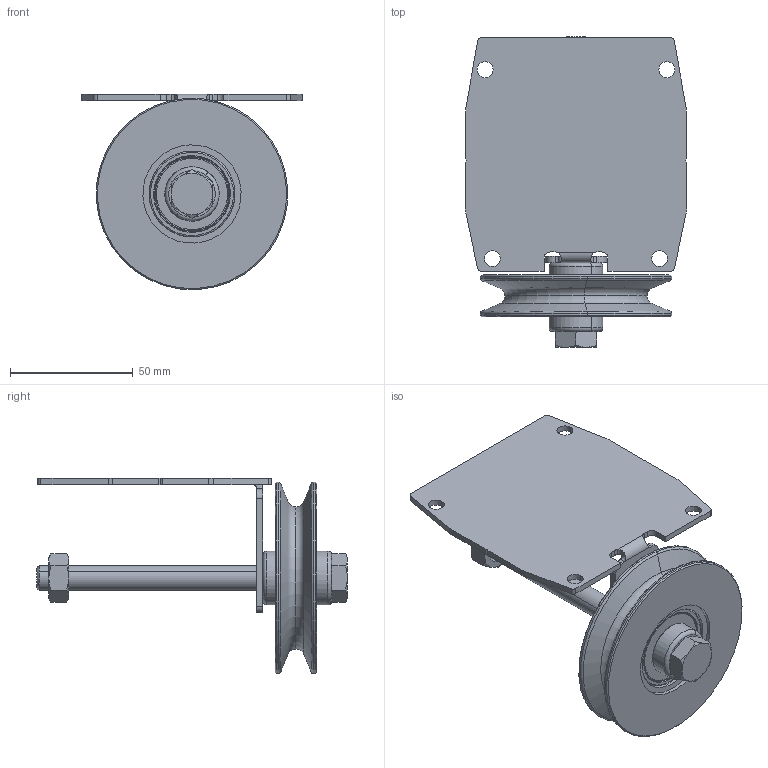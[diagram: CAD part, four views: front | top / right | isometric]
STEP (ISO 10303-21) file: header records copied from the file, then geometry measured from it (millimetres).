
FILE_DESCRIPTION (( 'STEP AP214' ), '1' );
FILE_NAME ('TS-C2-AL1-4 Kladka.STEP', '2024-10-01T08:37:40', ( '' ), ( '' ), 'SwSTEP 2.0', 'SolidWorks 2019', '' );
FILE_SCHEMA (( 'AUTOMOTIVE_DESIGN' ));
Length unit declared in the file: millimetre
Products named in the file (12): SS_6202_RS_3; TS-C2-AL1-4.P1.a Kladka; TS-C2-AL1-4.P1.b Cap; SKRUTKA DIN 931_M10x120; SS_6202_RS_5; TS-C2-AL1-4.P2; MATICA DIN 934_MATICA M10; SS_6202_RS; SS_6202_RS_14; TS-C2-AL1-4.P1 Kladka; TS-C2-AL1-4 Kladka; SS_6202_RS_16
Assembly tree (20 placements, depth 4):
  TS-C2-AL1-4 Kladka
    TS-C2-AL1-4.P1 Kladka
      TS-C2-AL1-4.P1.a Kladka
      TS-C2-AL1-4.P1.b Cap  x2
      SS_6202_RS
        SS_6202_RS_3  x2
        SS_6202_RS_5  x8
        SS_6202_RS_14
        SS_6202_RS_16
      SKRUTKA DIN 931_M10x120
      MATICA DIN 934_MATICA M10
    TS-C2-AL1-4.P2
Bounding box: 90 x 126.4 x 79.48 mm (x, y, z)
Volume: 93186.5 mm3; surface area: 52528.4 mm2
Topology: 18 solids, 18 shells, 338 faces, 826 edges, 505 vertices
Faces by surface type: cylinder 104, cone 97, plane 69, torus 50, sphere 16, bspline 2
Entity records: 10572 total; most frequent: CARTESIAN_POINT 2094, DIRECTION 1547, ORIENTED_EDGE 1316, EDGE_CURVE 658, AXIS2_PLACEMENT_3D 652, VERTEX_POINT 411, CIRCLE 355, EDGE_LOOP 305
